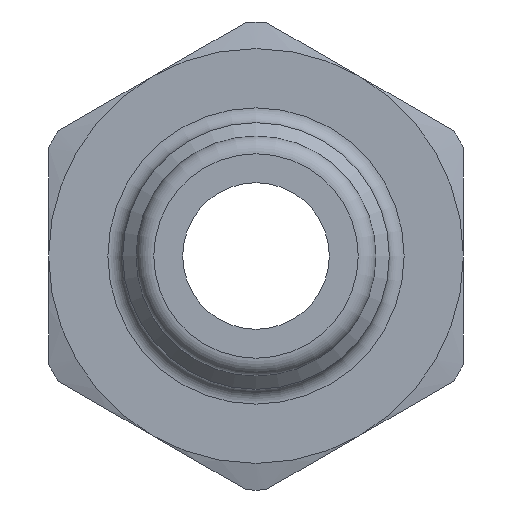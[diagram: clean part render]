
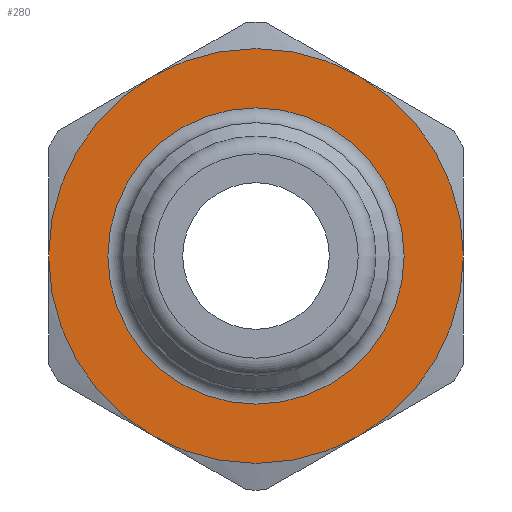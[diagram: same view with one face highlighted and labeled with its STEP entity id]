
A CAD part, left-side view. The second image highlights one B-rep face of the part: STEP entity #280.
In plain terms, the highlighted planar face has unit normal (-1, 0, 0).
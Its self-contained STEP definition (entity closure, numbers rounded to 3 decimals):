
#192=CARTESIAN_POINT('',(14.1,5.0,0.));
#193=VERTEX_POINT('',#192);
#194=CARTESIAN_POINT('',(14.1,0.0,0.0));
#195=DIRECTION('',(-1.0,0.0,0.0));
#196=DIRECTION('',(0.0,-1.0,0.0));
#197=AXIS2_PLACEMENT_3D('',#194,#195,#196);
#198=CIRCLE('',#197,5.0);
#199=EDGE_CURVE('',#193,#193,#198,.T.);
#216=CARTESIAN_POINT('',(14.1,5.75,0.0));
#217=DIRECTION('',(-1.0,0.0,0.0));
#218=DIRECTION('',(0.0,0.0,1.0));
#219=AXIS2_PLACEMENT_3D('',#216,#217,#218);
#220=PLANE('',#219);
#221=CARTESIAN_POINT('',(14.1,7.,0.0));
#222=VERTEX_POINT('',#221);
#223=CARTESIAN_POINT('',(14.1,3.5,6.062));
#224=VERTEX_POINT('',#223);
#225=CARTESIAN_POINT('',(14.1,0.0,0.0));
#226=DIRECTION('',(1.0,0.0,0.0));
#227=DIRECTION('',(0.0,1.0,0.0));
#228=AXIS2_PLACEMENT_3D('',#225,#226,#227);
#229=CIRCLE('',#228,7.);
#230=EDGE_CURVE('',#222,#224,#229,.T.);
#231=ORIENTED_EDGE('',*,*,#230,.F.);
#232=CARTESIAN_POINT('',(14.1,3.5,-6.062));
#233=VERTEX_POINT('',#232);
#234=CARTESIAN_POINT('',(14.1,0.0,0.0));
#235=DIRECTION('',(1.0,0.0,0.0));
#236=DIRECTION('',(0.0,1.0,0.0));
#237=AXIS2_PLACEMENT_3D('',#234,#235,#236);
#238=CIRCLE('',#237,7.);
#239=EDGE_CURVE('',#233,#222,#238,.T.);
#240=ORIENTED_EDGE('',*,*,#239,.F.);
#241=CARTESIAN_POINT('',(14.1,-3.5,-6.062));
#242=VERTEX_POINT('',#241);
#243=CARTESIAN_POINT('',(14.1,0.0,0.0));
#244=DIRECTION('',(1.0,0.0,0.0));
#245=DIRECTION('',(0.0,1.0,0.0));
#246=AXIS2_PLACEMENT_3D('',#243,#244,#245);
#247=CIRCLE('',#246,7.);
#248=EDGE_CURVE('',#242,#233,#247,.T.);
#249=ORIENTED_EDGE('',*,*,#248,.F.);
#250=CARTESIAN_POINT('',(14.1,-7.,0.));
#251=VERTEX_POINT('',#250);
#252=CARTESIAN_POINT('',(14.1,0.0,0.0));
#253=DIRECTION('',(1.0,0.0,0.0));
#254=DIRECTION('',(0.0,1.0,0.0));
#255=AXIS2_PLACEMENT_3D('',#252,#253,#254);
#256=CIRCLE('',#255,7.);
#257=EDGE_CURVE('',#251,#242,#256,.T.);
#258=ORIENTED_EDGE('',*,*,#257,.F.);
#259=CARTESIAN_POINT('',(14.1,-3.5,6.062));
#260=VERTEX_POINT('',#259);
#261=CARTESIAN_POINT('',(14.1,0.0,0.0));
#262=DIRECTION('',(1.0,0.0,0.0));
#263=DIRECTION('',(0.0,1.0,0.0));
#264=AXIS2_PLACEMENT_3D('',#261,#262,#263);
#265=CIRCLE('',#264,7.);
#266=EDGE_CURVE('',#260,#251,#265,.T.);
#267=ORIENTED_EDGE('',*,*,#266,.F.);
#268=CARTESIAN_POINT('',(14.1,0.0,0.0));
#269=DIRECTION('',(1.0,0.0,0.0));
#270=DIRECTION('',(0.0,1.0,0.0));
#271=AXIS2_PLACEMENT_3D('',#268,#269,#270);
#272=CIRCLE('',#271,7.);
#273=EDGE_CURVE('',#224,#260,#272,.T.);
#274=ORIENTED_EDGE('',*,*,#273,.F.);
#275=EDGE_LOOP('',(#231,#240,#249,#258,#267,#274));
#276=FACE_OUTER_BOUND('',#275,.T.);
#277=ORIENTED_EDGE('',*,*,#199,.F.);
#278=EDGE_LOOP('',(#277));
#279=FACE_BOUND('',#278,.T.);
#280=ADVANCED_FACE('',(#276,#279),#220,.T.);
